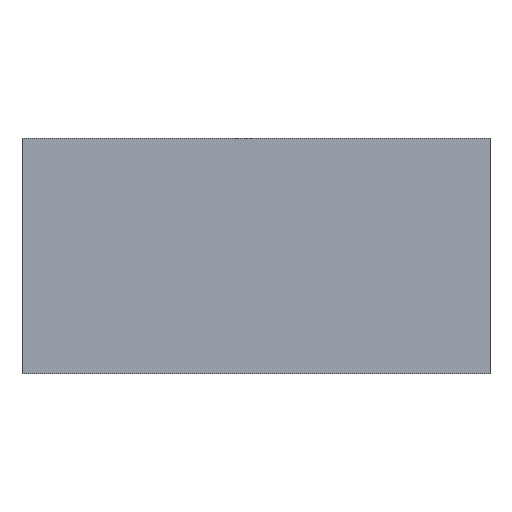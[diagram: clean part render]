
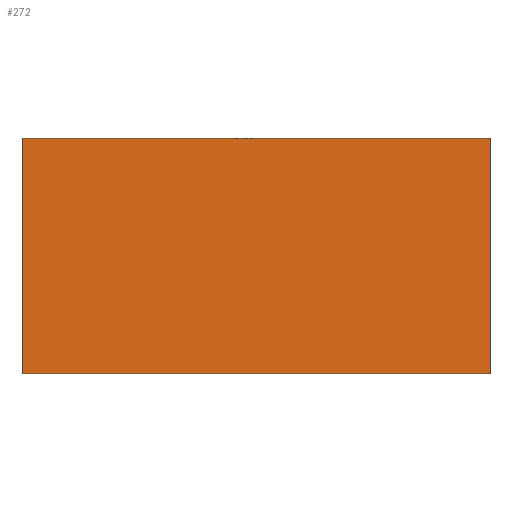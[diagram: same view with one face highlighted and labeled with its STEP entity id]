
A CAD part, top view. The second image highlights one B-rep face of the part: STEP entity #272.
In plain terms, the highlighted planar face has unit normal (0, 0, 1).
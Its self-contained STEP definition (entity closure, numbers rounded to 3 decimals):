
#32 = VERTEX_POINT('',#33);
#33 = CARTESIAN_POINT('',(0.,0.,8.6));
#39 = EDGE_CURVE('',#32,#40,#42,.T.);
#40 = VERTEX_POINT('',#41);
#41 = CARTESIAN_POINT('',(80.5,0.,8.6));
#42 = LINE('',#43,#44);
#43 = CARTESIAN_POINT('',(0.,0.,8.6));
#44 = VECTOR('',#45,1.);
#45 = DIRECTION('',(1.,0.,0.));
#222 = EDGE_CURVE('',#40,#223,#225,.T.);
#223 = VERTEX_POINT('',#224);
#224 = CARTESIAN_POINT('',(80.5,40.5,8.6));
#225 = LINE('',#226,#227);
#226 = CARTESIAN_POINT('',(80.5,0.,8.6));
#227 = VECTOR('',#228,1.);
#228 = DIRECTION('',(0.,1.,0.));
#272 = ADVANCED_FACE('',(#273),#291,.T.);
#273 = FACE_BOUND('',#274,.T.);
#274 = EDGE_LOOP('',(#275,#276,#277,#285));
#275 = ORIENTED_EDGE('',*,*,#39,.T.);
#276 = ORIENTED_EDGE('',*,*,#222,.T.);
#277 = ORIENTED_EDGE('',*,*,#278,.T.);
#278 = EDGE_CURVE('',#223,#279,#281,.T.);
#279 = VERTEX_POINT('',#280);
#280 = CARTESIAN_POINT('',(0.,40.5,8.6));
#281 = LINE('',#282,#283);
#282 = CARTESIAN_POINT('',(80.5,40.5,8.6));
#283 = VECTOR('',#284,1.);
#284 = DIRECTION('',(-1.,0.,0.));
#285 = ORIENTED_EDGE('',*,*,#286,.T.);
#286 = EDGE_CURVE('',#279,#32,#287,.T.);
#287 = LINE('',#288,#289);
#288 = CARTESIAN_POINT('',(0.,40.5,8.6));
#289 = VECTOR('',#290,1.);
#290 = DIRECTION('',(0.,-1.,0.));
#291 = PLANE('',#292);
#292 = AXIS2_PLACEMENT_3D('',#293,#294,#295);
#293 = CARTESIAN_POINT('',(40.25,20.25,8.6));
#294 = DIRECTION('',(0.,0.,1.));
#295 = DIRECTION('',(1.,0.,0.));
